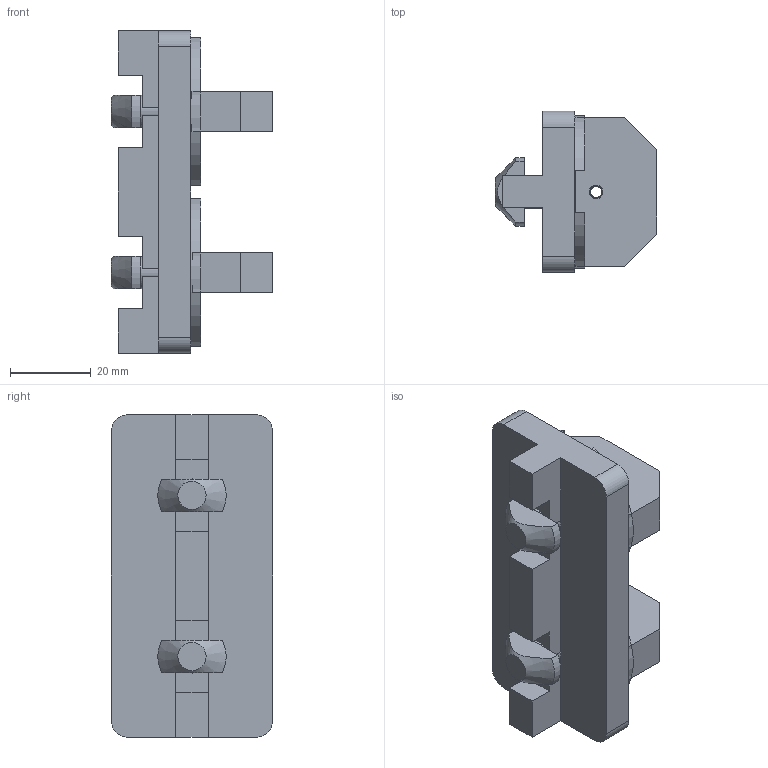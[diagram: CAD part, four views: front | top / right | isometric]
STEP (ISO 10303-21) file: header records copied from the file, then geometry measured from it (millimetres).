
FILE_DESCRIPTION(('STEP AP214'),'1');
FILE_NAME('FIXE00E2345 - Bride de fixation axiale KH 8 80x40 Ral4010.stp','2025-07-22T07:56:31',(' '),(' '),'Spatial InterOp 3D',' ',' ');
FILE_SCHEMA(('AUTOMOTIVE_DESIGN { 1 0 10303 214 1 1 1 1 }'));
Length unit declared in the file: millimetre
Products named in the file (5): FIXE00E2345 - Bride de fixation axiale KH 8 80x40 Ral4010; Goupille élastique mince 3 - 10; FIXE00E3927 - Lardon de serrage; FIXE00E2314 - Bouton de manoeuvre; FIXE00E4248 - Plaque de fixation axiale
Assembly tree (7 placements, depth 2):
  FIXE00E2345 - Bride de fixation axiale KH 8 80x40 Ral4010
    Goupille élastique mince 3 - 10  x2
    FIXE00E3927 - Lardon de serrage  x2
    FIXE00E2314 - Bouton de manoeuvre  x2
    FIXE00E4248 - Plaque de fixation axiale
Bounding box: 40 x 40 x 80 mm (x, y, z)
Volume: 48095.3 mm3; surface area: 19366.4 mm2
Topology: 7 solids, 7 shells, 126 faces, 312 edges, 204 vertices
Faces by surface type: plane 86, cylinder 30, cone 10
Full cylindrical faces by diameter (mm): 3 x6, 8 x2, 8.2 x2
Entity records: 4282 total; most frequent: CARTESIAN_POINT 542, DIRECTION 456, ORIENTED_EDGE 426, EDGE_CURVE 213, AXIS2_PLACEMENT_3D 157, VERTEX_POINT 143, LINE 142, VECTOR 142
